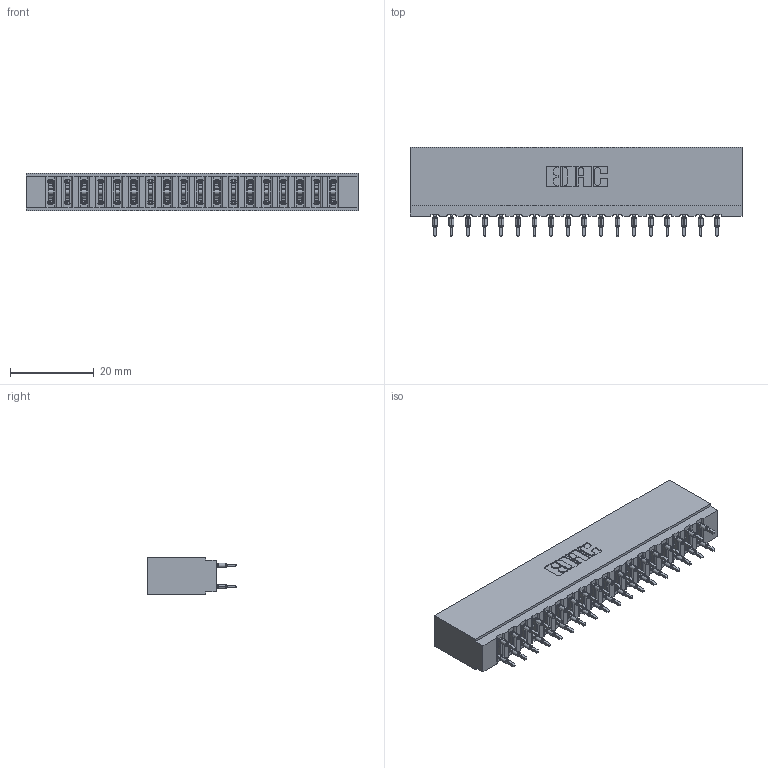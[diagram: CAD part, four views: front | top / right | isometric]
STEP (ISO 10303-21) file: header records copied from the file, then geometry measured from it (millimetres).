
FILE_DESCRIPTION (( 'STEP AP203' ), '1' );
FILE_NAME ('737-036-560-201.STEP', '2026-03-05T22:42:37', ( '' ), ( '' ), 'SwSTEP 2.0', 'SolidWorks 2023', '' );
FILE_SCHEMA (( 'CONFIG_CONTROL_DESIGN' ));
Length unit declared in the file: millimetre
Products named in the file (3): 745-292-001_560; 737-036-560-201; 737 Part_Insulator Option - 01
Assembly tree (37 placements, depth 2):
  737-036-560-201
    737 Part_Insulator Option - 01
    745-292-001_560  x36
Bounding box: 79.2 x 21.22 x 8.89 mm (x, y, z)
Volume: 8052.2 mm3; surface area: 12170.8 mm2
Topology: 37 solids, 37 shells, 3658 faces, 10011 edges, 6362 vertices
Faces by surface type: plane 1908, cylinder 814, bspline 720, torus 216
Entity records: 34464 total; most frequent: CARTESIAN_POINT 6495, ORIENTED_EDGE 5882, DIRECTION 5159, EDGE_CURVE 2941, LINE 2643, VECTOR 2643, VERTEX_POINT 1882, AXIS2_PLACEMENT_3D 1258
